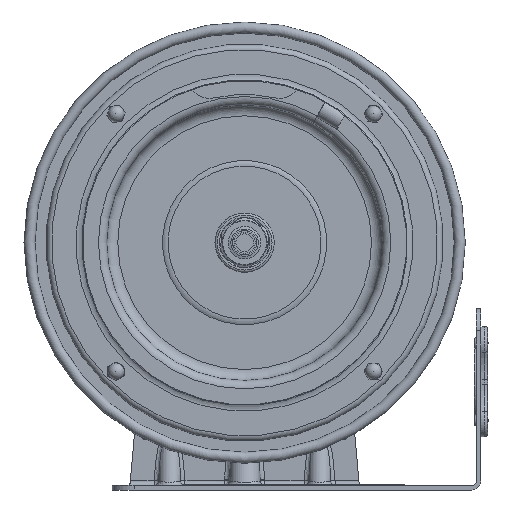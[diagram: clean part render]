
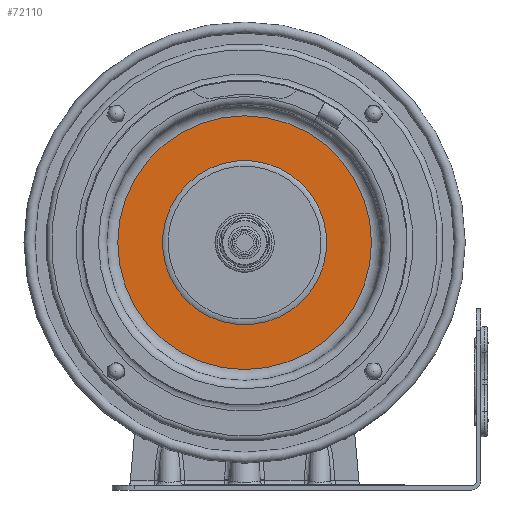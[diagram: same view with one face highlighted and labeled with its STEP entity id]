
A CAD part, left-side view. The second image highlights one B-rep face of the part: STEP entity #72110.
In plain terms, the highlighted planar face has unit normal (-1, 0, 0).
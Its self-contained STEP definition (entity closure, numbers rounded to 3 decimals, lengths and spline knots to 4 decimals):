
#3946=FACE_BOUND('',#10508,.T.);
#3947=FACE_BOUND('',#10509,.T.);
#3948=FACE_BOUND('',#10510,.T.);
#3949=FACE_BOUND('',#10511,.T.);
#3950=FACE_BOUND('',#10512,.T.);
#3951=FACE_BOUND('',#10513,.T.);
#4792=PLANE('',#76019);
#6998=FACE_OUTER_BOUND('',#10507,.T.);
#10507=EDGE_LOOP('',(#52887));
#10508=EDGE_LOOP('',(#52888));
#10509=EDGE_LOOP('',(#52889));
#10510=EDGE_LOOP('',(#52890));
#10511=EDGE_LOOP('',(#52891));
#10512=EDGE_LOOP('',(#52892));
#10513=EDGE_LOOP('',(#52893));
#27919=CIRCLE('',#76018,4.);
#27920=CIRCLE('',#76020,0.4);
#27921=CIRCLE('',#76021,0.0975);
#27922=CIRCLE('',#76022,0.0975);
#27923=CIRCLE('',#76023,0.0975);
#27924=CIRCLE('',#76024,0.0975);
#27925=CIRCLE('',#76025,0.0975);
#31093=VERTEX_POINT('',#113670);
#31094=VERTEX_POINT('',#113674);
#31095=VERTEX_POINT('',#113676);
#31096=VERTEX_POINT('',#113678);
#31097=VERTEX_POINT('',#113680);
#31098=VERTEX_POINT('',#113682);
#31099=VERTEX_POINT('',#113684);
#39797=EDGE_CURVE('',#31093,#31093,#27919,.T.);
#39798=EDGE_CURVE('',#31094,#31094,#27920,.T.);
#39799=EDGE_CURVE('',#31095,#31095,#27921,.T.);
#39800=EDGE_CURVE('',#31096,#31096,#27922,.T.);
#39801=EDGE_CURVE('',#31097,#31097,#27923,.T.);
#39802=EDGE_CURVE('',#31098,#31098,#27924,.T.);
#39803=EDGE_CURVE('',#31099,#31099,#27925,.T.);
#52887=ORIENTED_EDGE('',*,*,#39797,.F.);
#52888=ORIENTED_EDGE('',*,*,#39798,.T.);
#52889=ORIENTED_EDGE('',*,*,#39799,.T.);
#52890=ORIENTED_EDGE('',*,*,#39800,.T.);
#52891=ORIENTED_EDGE('',*,*,#39801,.T.);
#52892=ORIENTED_EDGE('',*,*,#39802,.T.);
#52893=ORIENTED_EDGE('',*,*,#39803,.T.);
#72110=ADVANCED_FACE('',(#6998,#3946,#3947,#3948,#3949,#3950,#3951),#4792,
 .T.);
#76018=AXIS2_PLACEMENT_3D('',#113672,#83061,#83062);
#76019=AXIS2_PLACEMENT_3D('',#113673,#83063,#83064);
#76020=AXIS2_PLACEMENT_3D('',#113675,#83065,#83066);
#76021=AXIS2_PLACEMENT_3D('',#113677,#83067,#83068);
#76022=AXIS2_PLACEMENT_3D('',#113679,#83069,#83070);
#76023=AXIS2_PLACEMENT_3D('',#113681,#83071,#83072);
#76024=AXIS2_PLACEMENT_3D('',#113683,#83073,#83074);
#76025=AXIS2_PLACEMENT_3D('',#113685,#83075,#83076);
#83061=DIRECTION('center_axis',(1.,0.,0.));
#83062=DIRECTION('ref_axis',(0.,0.156,0.988));
#83063=DIRECTION('center_axis',(-1.,0.,0.));
#83064=DIRECTION('ref_axis',(0.,-0.156,-0.988));
#83065=DIRECTION('center_axis',(1.,0.,0.));
#83066=DIRECTION('ref_axis',(0.,0.156,0.988));
#83067=DIRECTION('center_axis',(1.,0.,0.));
#83068=DIRECTION('ref_axis',(0.,0.156,0.988));
#83069=DIRECTION('center_axis',(1.,0.,0.));
#83070=DIRECTION('ref_axis',(0.,-0.891,0.454));
#83071=DIRECTION('center_axis',(1.,0.,0.));
#83072=DIRECTION('ref_axis',(0.,-0.707,-0.707));
#83073=DIRECTION('center_axis',(1.,0.,0.));
#83074=DIRECTION('ref_axis',(0.,0.454,-0.891));
#83075=DIRECTION('center_axis',(1.,0.,0.));
#83076=DIRECTION('ref_axis',(0.,0.988,0.156));
#113670=CARTESIAN_POINT('',(1.4313,0.4993,1.6538));
#113672=CARTESIAN_POINT('Origin',(1.4313,1.125,5.6046));
#113673=CARTESIAN_POINT('Origin',(1.4313,1.125,5.6046));
#113674=CARTESIAN_POINT('',(1.4313,1.0624,5.2095));
#113675=CARTESIAN_POINT('Origin',(1.4313,1.125,5.6046));
#113676=CARTESIAN_POINT('',(1.4313,-0.9475,8.3399));
#113677=CARTESIAN_POINT('Origin',(1.4313,-0.9322,8.4362));
#113678=CARTESIAN_POINT('',(1.4313,-2.1168,4.4788));
#113679=CARTESIAN_POINT('Origin',(1.4313,-2.2037,4.523));
#113680=CARTESIAN_POINT('',(1.4313,1.1939,2.1735));
#113681=CARTESIAN_POINT('Origin',(1.4313,1.125,2.1046));
#113682=CARTESIAN_POINT('',(1.4313,4.4094,4.6099));
#113683=CARTESIAN_POINT('Origin',(1.4313,4.4537,4.523));
#113684=CARTESIAN_POINT('',(1.4313,3.0859,8.4209));
#113685=CARTESIAN_POINT('Origin',(1.4313,3.1822,8.4362));
